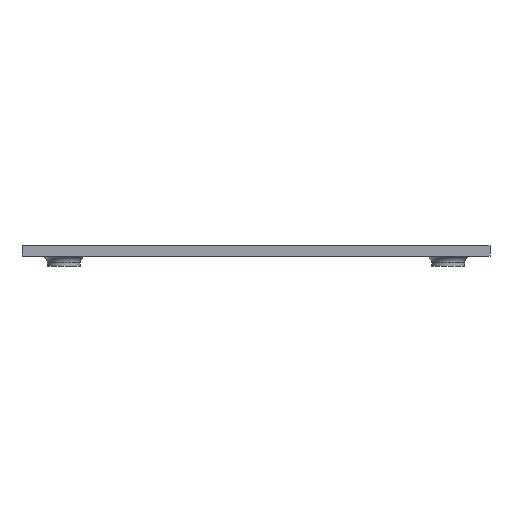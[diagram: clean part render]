
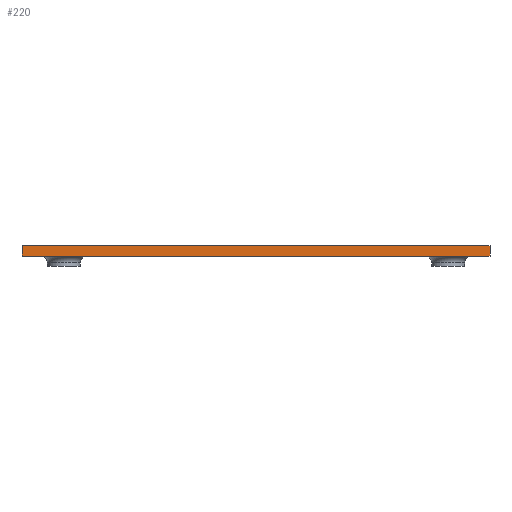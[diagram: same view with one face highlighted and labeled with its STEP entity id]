
A CAD part, front view. The second image highlights one B-rep face of the part: STEP entity #220.
In plain terms, the highlighted planar face has unit normal (0, -1, 0).
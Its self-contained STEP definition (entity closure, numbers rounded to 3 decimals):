
#41 = LINE ( 'NONE', #1157, #93 ) ;
#93 = VECTOR ( 'NONE', #476, 1000. ) ;
#135 = DIRECTION ( 'NONE',  ( 0., 0., 1. ) ) ;
#168 = ORIENTED_EDGE ( 'NONE', *, *, #1337, .T. ) ;
#220 = ADVANCED_FACE ( 'NONE', ( #1168 ), #993, .T. ) ;
#223 = LINE ( 'NONE', #1470, #1327 ) ;
#249 = DIRECTION ( 'NONE',  ( -1., 0., 0. ) ) ;
#268 = LINE ( 'NONE', #1385, #1214 ) ;
#269 = ORIENTED_EDGE ( 'NONE', *, *, #1744, .T. ) ;
#283 = VERTEX_POINT ( 'NONE', #1440 ) ;
#476 = DIRECTION ( 'NONE',  ( -1., 0., 0. ) ) ;
#478 = CARTESIAN_POINT ( 'NONE',  ( 68.07, -82.04, 1.52 ) ) ;
#490 = DIRECTION ( 'NONE',  ( 0., -1., 0. ) ) ;
#542 = VERTEX_POINT ( 'NONE', #478 ) ;
#622 = CARTESIAN_POINT ( 'NONE',  ( 0., -82.04, 1.52 ) ) ;
#644 = VERTEX_POINT ( 'NONE', #622 ) ;
#655 = ORIENTED_EDGE ( 'NONE', *, *, #1359, .F. ) ;
#682 = AXIS2_PLACEMENT_3D ( 'NONE', #1735, #490, #1748 ) ;
#817 = VERTEX_POINT ( 'NONE', #1336 ) ;
#993 = PLANE ( 'NONE',  #682 ) ;
#1008 = ORIENTED_EDGE ( 'NONE', *, *, #1198, .F. ) ;
#1095 = LINE ( 'NONE', #1663, #1270 ) ;
#1157 = CARTESIAN_POINT ( 'NONE',  ( 68.07, -82.04, 1.52 ) ) ;
#1168 = FACE_OUTER_BOUND ( 'NONE', #1373, .T. ) ;
#1198 = EDGE_CURVE ( 'NONE', #817, #283, #223, .T. ) ;
#1214 = VECTOR ( 'NONE', #135, 1000. ) ;
#1254 = DIRECTION ( 'NONE',  ( 0., 0., 1. ) ) ;
#1270 = VECTOR ( 'NONE', #1254, 1000. ) ;
#1327 = VECTOR ( 'NONE', #249, 1000. ) ;
#1336 = CARTESIAN_POINT ( 'NONE',  ( 68.07, -82.04, 0. ) ) ;
#1337 = EDGE_CURVE ( 'NONE', #817, #542, #268, .T. ) ;
#1359 = EDGE_CURVE ( 'NONE', #283, #644, #1095, .T. ) ;
#1373 = EDGE_LOOP ( 'NONE', ( #269, #655, #1008, #168 ) ) ;
#1385 = CARTESIAN_POINT ( 'NONE',  ( 68.07, -82.04, 0. ) ) ;
#1440 = CARTESIAN_POINT ( 'NONE',  ( 0., -82.04, 0. ) ) ;
#1470 = CARTESIAN_POINT ( 'NONE',  ( 68.07, -82.04, 0. ) ) ;
#1663 = CARTESIAN_POINT ( 'NONE',  ( 0., -82.04, 0. ) ) ;
#1735 = CARTESIAN_POINT ( 'NONE',  ( 68.07, -82.04, 0. ) ) ;
#1744 = EDGE_CURVE ( 'NONE', #542, #644, #41, .T. ) ;
#1748 = DIRECTION ( 'NONE',  ( 0., 0., -1. ) ) ;
